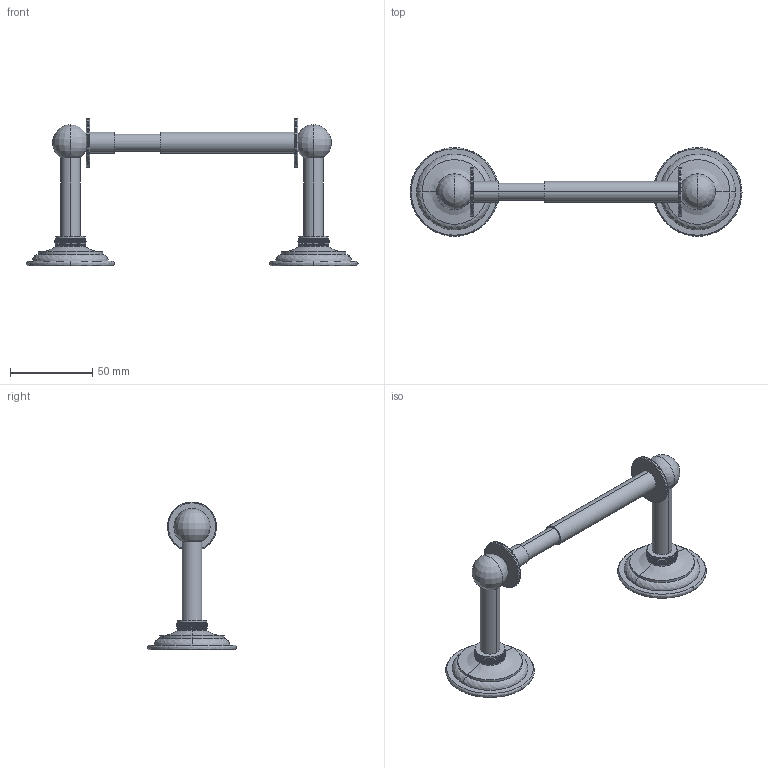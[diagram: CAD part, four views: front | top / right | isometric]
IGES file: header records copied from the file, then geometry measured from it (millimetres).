
Start section:  PTC IGES file: 2608.igs
Global section: file name: 2608.igs; native system: Creo Parametric by PTC Inc.; preprocessor: 2018400; author: jinson.thomas; organization: Unknown; date: 20211217.150930; units: inch
Bounding box: 202.01 x 54 x 89.99 mm (x, y, z)
Volume: 68634.5 mm3; surface area: 32918.5 mm2
Topology: 4 solids, 5 shells, 724 faces, 1384 edges, 671 vertices
Faces by surface type: bspline 393, revolution 331
